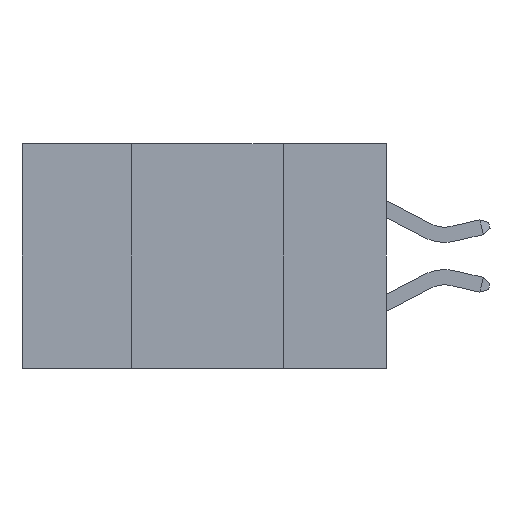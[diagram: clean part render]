
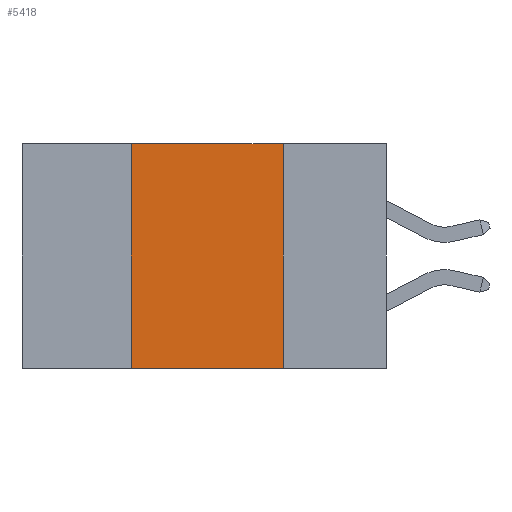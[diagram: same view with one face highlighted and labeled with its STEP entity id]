
A CAD part, left-side view. The second image highlights one B-rep face of the part: STEP entity #5418.
In plain terms, the highlighted planar face has unit normal (-1, 0, 0).
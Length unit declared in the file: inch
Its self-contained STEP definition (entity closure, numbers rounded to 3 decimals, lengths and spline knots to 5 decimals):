
#1315 = VERTEX_POINT ( 'NONE', #6952 ) ;
#3694 = VECTOR ( 'NONE', #32137, 39.37008 ) ;
#4369 = EDGE_CURVE ( 'NONE', #5235, #28970, #32643, .T. ) ;
#5235 = VERTEX_POINT ( 'NONE', #25735 ) ;
#5418 = ADVANCED_FACE ( 'NONE', ( #11540 ), #23961, .F. ) ;
#5444 = VECTOR ( 'NONE', #18556, 39.37008 ) ;
#5646 = CARTESIAN_POINT ( 'NONE',  ( 0., 0.17, 0. ) ) ;
#5661 = ORIENTED_EDGE ( 'NONE', *, *, #32812, .F. ) ;
#6838 = EDGE_CURVE ( 'NONE', #17427, #5235, #25396, .T. ) ;
#6952 = CARTESIAN_POINT ( 'NONE',  ( 0., 0.17, -0.37 ) ) ;
#8166 = ORIENTED_EDGE ( 'NONE', *, *, #6838, .F. ) ;
#9812 = CARTESIAN_POINT ( 'NONE',  ( 0., 0.6, -0.37 ) ) ;
#10762 = CARTESIAN_POINT ( 'NONE',  ( 0., 0.42, -0.37 ) ) ;
#10840 = EDGE_LOOP ( 'NONE', ( #5661, #18798, #8166, #14259 ) ) ;
#11540 = FACE_OUTER_BOUND ( 'NONE', #10840, .T. ) ;
#14259 = ORIENTED_EDGE ( 'NONE', *, *, #24249, .T. ) ;
#14561 = DIRECTION ( 'NONE',  ( 0., -1., 0. ) ) ;
#15401 = DIRECTION ( 'NONE',  ( 0., -1., 0. ) ) ;
#17427 = VERTEX_POINT ( 'NONE', #10762 ) ;
#17985 = VECTOR ( 'NONE', #15401, 39.37008 ) ;
#18556 = DIRECTION ( 'NONE',  ( 0., 0., 1. ) ) ;
#18689 = LINE ( 'NONE', #9812, #26199 ) ;
#18798 = ORIENTED_EDGE ( 'NONE', *, *, #4369, .F. ) ;
#22103 = DIRECTION ( 'NONE',  ( 0., 0., -1. ) ) ;
#22206 = CARTESIAN_POINT ( 'NONE',  ( 0., 0.6, 0. ) ) ;
#23961 = PLANE ( 'NONE',  #26845 ) ;
#24076 = DIRECTION ( 'NONE',  ( 1., 0., 0. ) ) ;
#24249 = EDGE_CURVE ( 'NONE', #17427, #1315, #18689, .T. ) ;
#25396 = LINE ( 'NONE', #26069, #5444 ) ;
#25735 = CARTESIAN_POINT ( 'NONE',  ( 0., 0.42, 0. ) ) ;
#26069 = CARTESIAN_POINT ( 'NONE',  ( 0., 0.42, 0. ) ) ;
#26199 = VECTOR ( 'NONE', #14561, 39.37008 ) ;
#26845 = AXIS2_PLACEMENT_3D ( 'NONE', #22206, #24076, #22103 ) ;
#28737 = LINE ( 'NONE', #29705, #3694 ) ;
#28970 = VERTEX_POINT ( 'NONE', #5646 ) ;
#29705 = CARTESIAN_POINT ( 'NONE',  ( 0., 0.17, 0. ) ) ;
#30555 = CARTESIAN_POINT ( 'NONE',  ( 0., 0.6, 0. ) ) ;
#32137 = DIRECTION ( 'NONE',  ( 0., 0., -1. ) ) ;
#32643 = LINE ( 'NONE', #30555, #17985 ) ;
#32812 = EDGE_CURVE ( 'NONE', #28970, #1315, #28737, .T. ) ;
